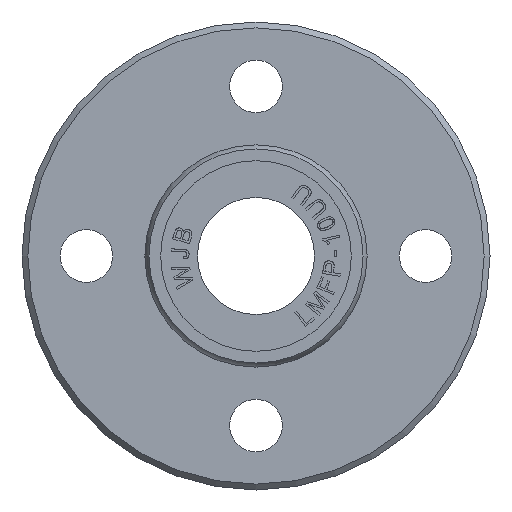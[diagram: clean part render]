
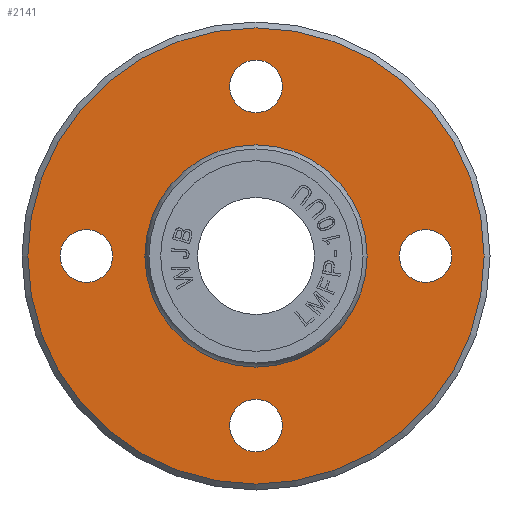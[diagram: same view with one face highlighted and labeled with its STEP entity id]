
A CAD part, left-side view. The second image highlights one B-rep face of the part: STEP entity #2141.
In plain terms, the highlighted planar face has unit normal (-1, 0, 0).
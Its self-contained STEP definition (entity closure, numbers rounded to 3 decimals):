
#1921=PLANE('',#6316);
#2141=ADVANCED_FACE('',(#2523,#2524,#2525,#2526,#2527,#2528),#1921,.T.);
#2523=FACE_BOUND('',#2648,.T.);
#2524=FACE_BOUND('',#2649,.T.);
#2525=FACE_BOUND('',#2650,.T.);
#2526=FACE_BOUND('',#2651,.T.);
#2527=FACE_BOUND('',#2652,.T.);
#2528=FACE_BOUND('',#2653,.T.);
#2648=EDGE_LOOP('',(#3085));
#2649=EDGE_LOOP('',(#3086));
#2650=EDGE_LOOP('',(#3087));
#2651=EDGE_LOOP('',(#3088));
#2652=EDGE_LOOP('',(#3089));
#2653=EDGE_LOOP('',(#3090));
#3085=ORIENTED_EDGE('',*,*,#5371,.T.);
#3086=ORIENTED_EDGE('',*,*,#5372,.T.);
#3087=ORIENTED_EDGE('',*,*,#5373,.T.);
#3088=ORIENTED_EDGE('',*,*,#5374,.T.);
#3089=ORIENTED_EDGE('',*,*,#5375,.T.);
#3090=ORIENTED_EDGE('',*,*,#5376,.F.);
#4791=VERTEX_POINT('',#7908);
#4792=VERTEX_POINT('',#7910);
#4793=VERTEX_POINT('',#7912);
#4794=VERTEX_POINT('',#7914);
#4795=VERTEX_POINT('',#7916);
#4796=VERTEX_POINT('',#7918);
#5371=EDGE_CURVE('',#4791,#4791,#6224,.T.);
#5372=EDGE_CURVE('',#4792,#4792,#6225,.T.);
#5373=EDGE_CURVE('',#4793,#4793,#6226,.T.);
#5374=EDGE_CURVE('',#4794,#4794,#6227,.T.);
#5375=EDGE_CURVE('',#4795,#4795,#6228,.T.);
#5376=EDGE_CURVE('',#4796,#4796,#6229,.T.);
#6224=CIRCLE('',#6310,19.5);
#6225=CIRCLE('',#6311,2.25);
#6226=CIRCLE('',#6312,2.25);
#6227=CIRCLE('',#6313,2.25);
#6228=CIRCLE('',#6314,2.25);
#6229=CIRCLE('',#6315,9.286);
#6310=AXIS2_PLACEMENT_3D('',#7907,#6664,#6665);
#6311=AXIS2_PLACEMENT_3D('',#7909,#6666,#6667);
#6312=AXIS2_PLACEMENT_3D('',#7911,#6668,#6669);
#6313=AXIS2_PLACEMENT_3D('',#7913,#6670,#6671);
#6314=AXIS2_PLACEMENT_3D('',#7915,#6672,#6673);
#6315=AXIS2_PLACEMENT_3D('',#7917,#6674,#6675);
#6316=AXIS2_PLACEMENT_3D('',#7919,#6676,#6677);
#6664=DIRECTION('',(-1.,0.,0.));
#6665=DIRECTION('',(0.,0.,1.));
#6666=DIRECTION('',(1.,0.,0.));
#6667=DIRECTION('',(0.,1.,0.));
#6668=DIRECTION('',(1.,0.,0.));
#6669=DIRECTION('',(0.,1.,0.));
#6670=DIRECTION('',(1.,0.,0.));
#6671=DIRECTION('',(0.,1.,0.));
#6672=DIRECTION('',(1.,0.,0.));
#6673=DIRECTION('',(0.,1.,0.));
#6674=DIRECTION('',(-1.,0.,0.));
#6675=DIRECTION('',(0.,0.,1.));
#6676=DIRECTION('',(-1.,0.,0.));
#6677=DIRECTION('',(0.,0.,1.));
#7907=CARTESIAN_POINT('',(6.,0.,0.));
#7908=CARTESIAN_POINT('',(6.,0.,19.5));
#7909=CARTESIAN_POINT('',(6.,0.,-14.5));
#7910=CARTESIAN_POINT('',(6.,-2.25,-14.5));
#7911=CARTESIAN_POINT('',(6.,0.,14.5));
#7912=CARTESIAN_POINT('',(6.,-2.25,14.5));
#7913=CARTESIAN_POINT('',(6.,-14.5,0.));
#7914=CARTESIAN_POINT('',(6.,-16.75,0.));
#7915=CARTESIAN_POINT('',(6.,14.5,0.));
#7916=CARTESIAN_POINT('',(6.,12.25,0.));
#7917=CARTESIAN_POINT('',(6.,0.,0.));
#7918=CARTESIAN_POINT('',(6.,0.,9.286));
#7919=CARTESIAN_POINT('',(6.,0.,14.393));
